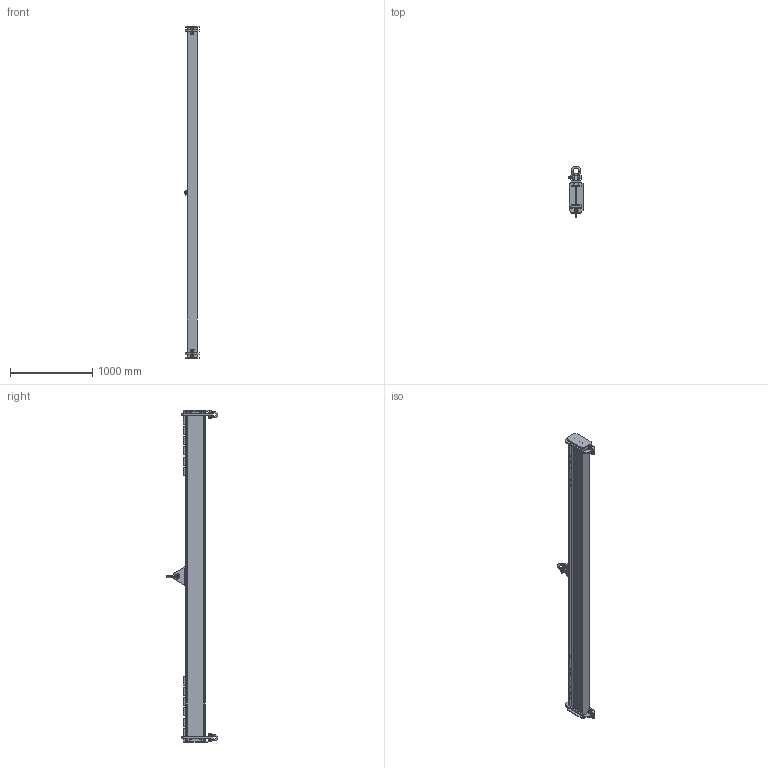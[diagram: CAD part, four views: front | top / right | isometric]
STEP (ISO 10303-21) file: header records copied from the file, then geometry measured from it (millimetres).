
FILE_DESCRIPTION(/* description */ (''),/* implementation_level */ '2;1');
FILE_NAME(/* name */ 'Løfteåk 4 t for TSS 25 L.stp',/* time_stamp */ '2020-09-25T13:54:59+02:00',/* author */ ('Bruker'),/* organization */ (''),/* preprocessor_version */ 'ST-DEVELOPER v18.1',/* originating_system */ 'Autodesk Inventor 2021',/* authorisation */ '');
FILE_SCHEMA (('AUTOMOTIVE_DESIGN { 1 0 10303 214 3 1 1 }'));
Products named in the file (22): Løfteåk 4 t for TSS 25 L; Løfteåk 4 t for TSS 25 L_1; DIN 1025 - IPE 240-4000; Løfteøye; Kjettingplate v2; Avstandsskinner kort; gpghmb16; gpghmb16_01; gpghmb16_02; gpghmb16_03; gpghmb16_04; gpghmb25; gpghmb25_01; gpghmb25_02; gpghmb25_03; gpghmb25_04; Bakplate; Endplate; Endplate 2; Avstandsskinner; ISO 4017 - M10 x 25; DIN 934 - M10
Assembly tree (57 placements, depth 3):
  Løfteåk 4 t for TSS 25 L
    Løfteåk 4 t for TSS 25 L_1
    DIN 1025 - IPE 240-4000
    Løfteøye
    Kjettingplate v2  x2
    Avstandsskinner kort  x4
    gpghmb16  x2
      gpghmb16_01
      gpghmb16_02
      gpghmb16_03
      gpghmb16_04
    gpghmb25
      gpghmb25_01
      gpghmb25_02
      gpghmb25_03
      gpghmb25_04
    Bakplate  x2
      Endplate
      Endplate 2
    Avstandsskinner  x24
    ISO 4017 - M10 x 25  x4
    DIN 934 - M10  x4
Bounding box: 171.5 x 621.33 x 4026.5 mm (x, y, z)
Volume: 20095310.3 mm3; surface area: 4648007.9 mm2
Topology: 87 solids, 87 shells, 2694 faces, 7066 edges, 4578 vertices
Faces by surface type: plane 1187, bspline 982, cylinder 391, cone 128, torus 6
Full cylindrical faces by diameter (mm): 8.376 x4, 10 x12, 12 x4, 14.63 x4, 20 x2, 30 x1
Entity records: 81415 total; most frequent: CARTESIAN_POINT 44965, ORIENTED_EDGE 8760, DIRECTION 5194, EDGE_CURVE 4380, VERTEX_POINT 2847, LINE 2038, VECTOR 2038, EDGE_LOOP 1733
